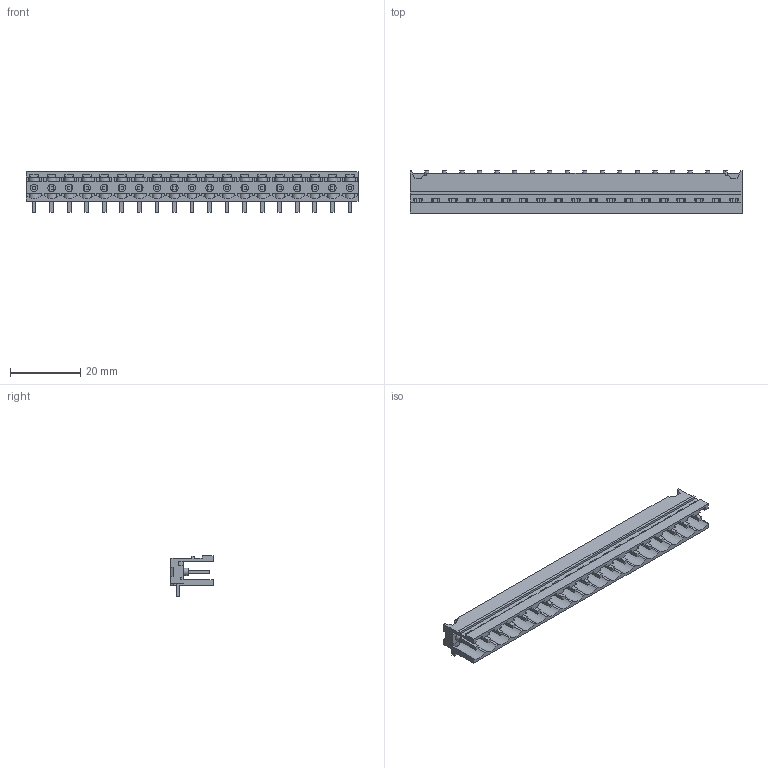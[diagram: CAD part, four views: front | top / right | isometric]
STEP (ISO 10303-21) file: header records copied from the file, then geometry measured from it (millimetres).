
FILE_DESCRIPTION(('CATIA V5 STEP Exchange','CAx-IF Rec.Pracs.--- Model Styling and Organization---1.2---2011-12-15'),'2;1');
FILE_NAME ('D1457093_0_1840060000_1840060000.stp','2018-03-08T08:06:26+00:00',('none'),('Weidmueller'),'CATIA Version 5-6 Release 2014','CATIA V5 STEP AP214','none');
FILE_SCHEMA(('AUTOMOTIVE_DESIGN { 1 0 10303 214 1 1 1 1 }'));
Length unit declared in the file: millimetre
Products named in the file (1): 1840060000
Bounding box: 94.6 x 12 x 11.63 mm (x, y, z)
Volume: 3325.7 mm3; surface area: 8305.6 mm2
Topology: 20 solids, 20 shells, 1229 faces, 3777 edges, 2550 vertices
Faces by surface type: plane 1024, cylinder 205
Entity records: 38766 total; most frequent: CARTESIAN_POINT 7706, ORIENTED_EDGE 7554, DIRECTION 4773, EDGE_CURVE 3777, VECTOR 3155, LINE 3155, VERTEX_POINT 2550, EDGE_LOOP 1267
